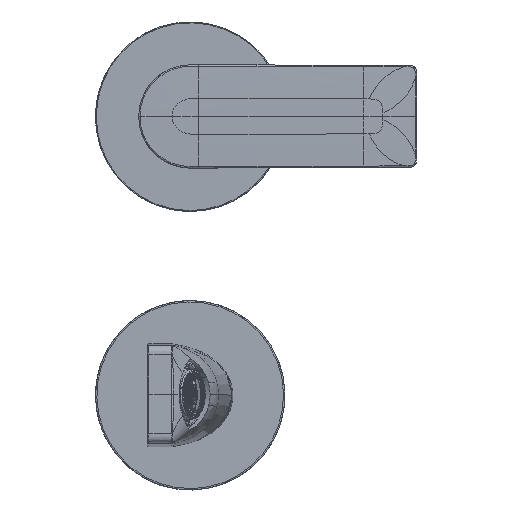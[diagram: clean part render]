
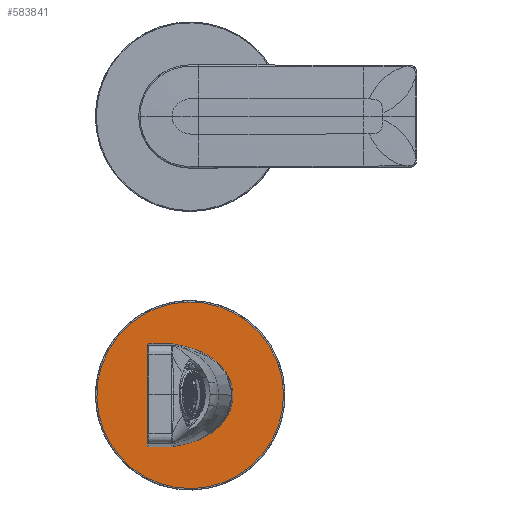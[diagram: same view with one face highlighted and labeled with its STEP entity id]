
A CAD part, top view. The second image highlights one B-rep face of the part: STEP entity #583841.
In plain terms, the highlighted planar face has unit normal (0, 0, 1).
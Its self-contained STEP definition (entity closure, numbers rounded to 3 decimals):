
#583326=CARTESIAN_POINT(' ',(-29.399,16.061,8.));
#583327=VERTEX_POINT(' ',#583326);
#583341=CARTESIAN_POINT(' ',(0.,0.,8.));
#583346=DIRECTION(' ',(0.,0.,-1.));
#583351=DIRECTION(' ',(-0.878,0.479,0.));
#583356=AXIS2_PLACEMENT_3D(' ',#583341,#583346,#583351);
#583361=CIRCLE('',#583356,33.5);
#583366=CARTESIAN_POINT(' ',(29.399,-16.061,8.));
#583367=VERTEX_POINT(' ',#583366);
#583371=EDGE_CURVE(' ',#583327,#583367,#583361,.T.);
#583646=CARTESIAN_POINT(' ',(0.,0.,8.));
#583651=DIRECTION(' ',(0.,0.,-1.));
#583656=DIRECTION(' ',(0.878,-0.479,0.));
#583661=AXIS2_PLACEMENT_3D(' ',#583646,#583651,#583656);
#583666=CIRCLE('',#583661,33.5);
#583671=EDGE_CURVE(' ',#583367,#583327,#583666,.T.);
#583706=DIRECTION(' ',(0.,0.,1.));
#583711=CARTESIAN_POINT(' ',(-33.548,33.632,8.));
#583716=DIRECTION(' ',(0.,-1.,0.));
#583721=AXIS2_PLACEMENT_3D(' ',#583711,#583706,#583716);
#583726=PLANE('',#583721);
#583731=ORIENTED_EDGE(' ',*,*,#583371,.F.);
#583736=ORIENTED_EDGE(' ',*,*,#583671,.F.);
#583741=EDGE_LOOP(' ',(#583731,#583736));
#583746=FACE_OUTER_BOUND(' ',#583741,.T.);
#583751=CARTESIAN_POINT(' ',(0.,0.,8.));
#583756=DIRECTION(' ',(0.,0.,-1.));
#583761=DIRECTION(' ',(-0.878,0.479,0.));
#583766=AXIS2_PLACEMENT_3D(' ',#583751,#583756,#583761);
#583771=CIRCLE('',#583766,9.2);
#583776=CARTESIAN_POINT(' ',(-8.074,4.411,8.));
#583777=VERTEX_POINT(' ',#583776);
#583781=CARTESIAN_POINT(' ',(8.074,-4.411,8.));
#583782=VERTEX_POINT(' ',#583781);
#583786=EDGE_CURVE(' ',#583777,#583782,#583771,.T.);
#583791=ORIENTED_EDGE(' ',*,*,#583786,.T.);
#583796=CARTESIAN_POINT(' ',(0.,0.,8.));
#583801=DIRECTION(' ',(0.,0.,-1.));
#583806=DIRECTION(' ',(0.878,-0.479,0.));
#583811=AXIS2_PLACEMENT_3D(' ',#583796,#583801,#583806);
#583816=CIRCLE('',#583811,9.2);
#583821=EDGE_CURVE(' ',#583782,#583777,#583816,.T.);
#583826=ORIENTED_EDGE(' ',*,*,#583821,.T.);
#583831=EDGE_LOOP(' ',(#583791,#583826));
#583836=FACE_BOUND(' ',#583831,.T.);
#583841=ADVANCED_FACE('',(#583746,#583836),#583726,.T.);
